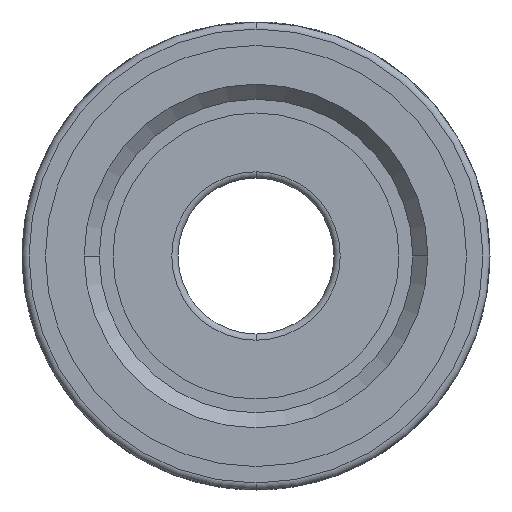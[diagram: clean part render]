
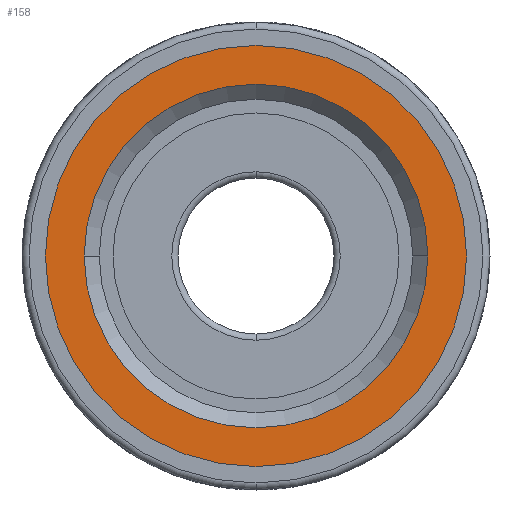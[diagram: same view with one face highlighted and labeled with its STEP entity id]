
A CAD part, left-side view. The second image highlights one B-rep face of the part: STEP entity #158.
In plain terms, the highlighted planar face has unit normal (-1, 0, 0).
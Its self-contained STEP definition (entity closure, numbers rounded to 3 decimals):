
#158=ADVANCED_FACE('',(#360,#361),#362,.F.);
#360=FACE_BOUND('',#573,.T.);
#361=FACE_OUTER_BOUND('',#574,.T.);
#362=PLANE('',#575);
#573=EDGE_LOOP('',(#1336,#1337));
#574=EDGE_LOOP('',(#1338,#1339));
#575=AXIS2_PLACEMENT_3D('',#1340,#1341,#1342);
#1336=ORIENTED_EDGE('',*,*,#1498,.T.);
#1337=ORIENTED_EDGE('',*,*,#1647,.T.);
#1338=ORIENTED_EDGE('',*,*,#1489,.F.);
#1339=ORIENTED_EDGE('',*,*,#1651,.F.);
#1340=CARTESIAN_POINT('',(1.0,0.0,0.0));
#1341=DIRECTION('',(1.0,0.0,0.0));
#1342=DIRECTION('',(0.0,0.0,-1.0));
#1489=EDGE_CURVE('',#1801,#1804,#1805,.T.);
#1498=EDGE_CURVE('',#1817,#1819,#1821,.T.);
#1647=EDGE_CURVE('',#1819,#1817,#2063,.T.);
#1651=EDGE_CURVE('',#1804,#1801,#2067,.T.);
#1801=VERTEX_POINT('',#2243);
#1804=VERTEX_POINT('',#2247);
#1805=CIRCLE('',#2248,16.2);
#1817=VERTEX_POINT('',#2263);
#1819=VERTEX_POINT('',#2266);
#1821=CIRCLE('',#2269,13.221);
#2063=CIRCLE('',#2623,13.221);
#2067=CIRCLE('',#2627,16.2);
#2243=CARTESIAN_POINT('',(1.0,0.0,-16.2));
#2247=CARTESIAN_POINT('',(1.0,0.,16.2));
#2248=AXIS2_PLACEMENT_3D('',#2841,#2842,#2843);
#2263=CARTESIAN_POINT('',(1.0,13.221,0.0));
#2266=CARTESIAN_POINT('',(1.0,-13.221,0.));
#2269=AXIS2_PLACEMENT_3D('',#2858,#2859,#2860);
#2623=AXIS2_PLACEMENT_3D('',#3081,#3082,#3083);
#2627=AXIS2_PLACEMENT_3D('',#3093,#3094,#3095);
#2841=CARTESIAN_POINT('',(1.0,0.0,0.0));
#2842=DIRECTION('',(1.0,0.0,0.0));
#2843=DIRECTION('',(0.0,0.0,-1.0));
#2858=CARTESIAN_POINT('',(1.0,0.0,0.0));
#2859=DIRECTION('',(1.0,0.0,0.0));
#2860=DIRECTION('',(0.0,1.0,0.0));
#3081=CARTESIAN_POINT('',(1.0,0.0,0.0));
#3082=DIRECTION('',(1.0,0.0,0.0));
#3083=DIRECTION('',(0.0,1.0,0.0));
#3093=CARTESIAN_POINT('',(1.0,0.0,0.0));
#3094=DIRECTION('',(1.0,0.0,0.0));
#3095=DIRECTION('',(0.0,0.0,-1.0));
